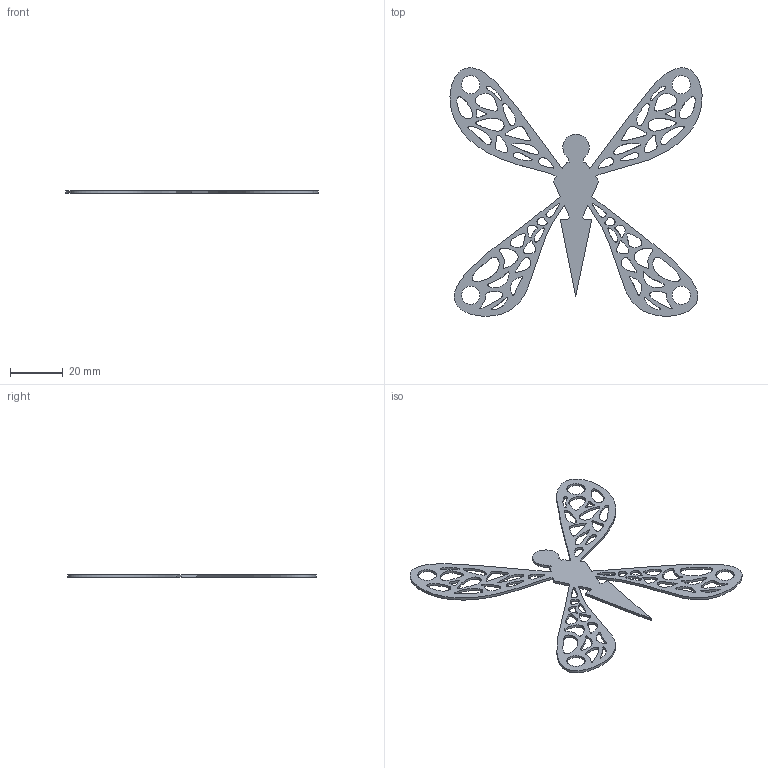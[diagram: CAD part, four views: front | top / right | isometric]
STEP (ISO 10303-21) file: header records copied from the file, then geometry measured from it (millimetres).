
FILE_DESCRIPTION(/* description */ (''),/* implementation_level */ '2;1');
FILE_NAME(/* name */ 'Dragonfly_PCB.stp',/* time_stamp */ '2019-04-14T14:51:50+02:00',/* author */ ('cutla'),/* organization */ (''),/* preprocessor_version */ 'ST-DEVELOPER v17',/* originating_system */ 'Autodesk Inventor 2019',/* authorisation */ '');
FILE_SCHEMA (('AUTOMOTIVE_DESIGN { 1 0 10303 214 3 1 1 }'));
Length unit declared in the file: millimetre
Products named in the file (1): Dragonfly_PCB
Bounding box: 95.76 x 94.39 x 1 mm (x, y, z)
Volume: 2565.9 mm3; surface area: 6811.8 mm2
Topology: 1 solids, 1 shells, 85 faces, 249 edges, 166 vertices
Faces by surface type: bspline 54, plane 22, cylinder 9
Full cylindrical faces by diameter (mm): 7 x4
Entity records: 15590 total; most frequent: CARTESIAN_POINT 13433, ORIENTED_EDGE 498, EDGE_CURVE 249, DIRECTION 223, EDGE_LOOP 193, VERTEX_POINT 166, LINE 123, VECTOR 123
